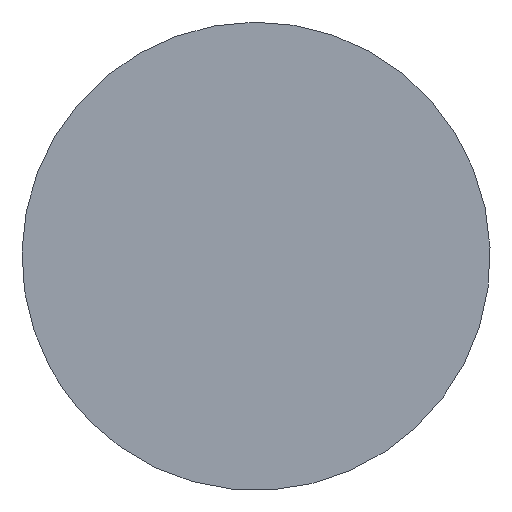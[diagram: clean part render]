
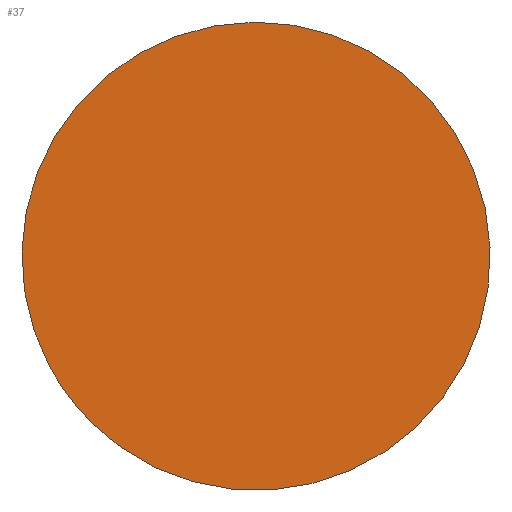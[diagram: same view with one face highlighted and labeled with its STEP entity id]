
A CAD part, top view. The second image highlights one B-rep face of the part: STEP entity #37.
In plain terms, the highlighted planar face has unit normal (0, 0, 1).
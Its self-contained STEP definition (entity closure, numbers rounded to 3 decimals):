
#37=ADVANCED_FACE('',(#42),#40,.F.);
#40=PLANE('',#90);
#42=FACE_OUTER_BOUND('',#44,.T.);
#44=EDGE_LOOP('',(#48));
#48=ORIENTED_EDGE('',*,*,#54,.F.);
#52=VERTEX_POINT('',#130);
#54=EDGE_CURVE('',#52,#52,#56,.T.);
#56=CIRCLE('',#89,3.175);
#89=AXIS2_PLACEMENT_3D('',#129,#102,#103);
#90=AXIS2_PLACEMENT_3D('',#131,#104,#105);
#102=DIRECTION('',(0.0,0.0,-1.0));
#103=DIRECTION('',(-0.882,-0.471,0.0));
#104=DIRECTION('',(0.0,0.0,-1.0));
#105=DIRECTION('',(0.707,0.707,0.0));
#129=CARTESIAN_POINT('',(3.175,3.175,0.));
#130=CARTESIAN_POINT('',(0.375,1.679,0.));
#131=CARTESIAN_POINT('',(3.175,3.175,0.));
